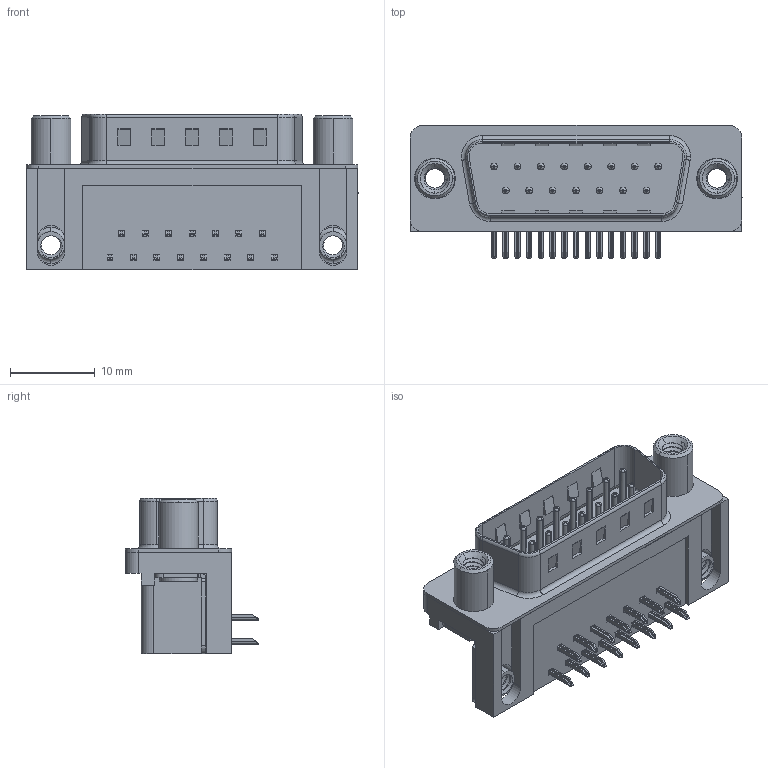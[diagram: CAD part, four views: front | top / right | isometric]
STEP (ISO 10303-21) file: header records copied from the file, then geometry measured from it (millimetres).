
FILE_DESCRIPTION (( 'STEP AP203' ), '1' );
FILE_NAME ('621-015-360-550.STEP', '2019-11-19T00:21:53', ( '' ), ( '' ), 'SwSTEP 2.0', 'SolidWorks 2016', '' );
FILE_SCHEMA (( 'CONFIG_CONTROL_DESIGN' ));
Length unit declared in the file: millimetre
Products named in the file (7): 621 4-40 Threaded Board Mount; 621 Round Threaded Standoff; 621 Housing_15 Socket; 621 Shell_15 Socket; 621 Contact Top; 621 Contact Bottom; 621-015-360-550
Assembly tree (21 placements, depth 2):
  621-015-360-550
    621 Housing_15 Socket
    621 Shell_15 Socket
    621 Contact Bottom  x7
    621 Contact Top  x8
    621 4-40 Threaded Board Mount  x2
    621 Round Threaded Standoff  x2
Bounding box: 39.22 x 15.73 x 18.4 mm (x, y, z)
Volume: 4516.9 mm3; surface area: 5928.6 mm2
Topology: 21 solids, 21 shells, 1501 faces, 3759 edges, 2337 vertices
Faces by surface type: plane 885, cylinder 465, torus 117, bspline 22, cone 12
Entity records: 20885 total; most frequent: CARTESIAN_POINT 6279, DIRECTION 2815, ORIENTED_EDGE 2782, EDGE_CURVE 1391, AXIS2_PLACEMENT_3D 950, LINE 915, VECTOR 915, VERTEX_POINT 891
